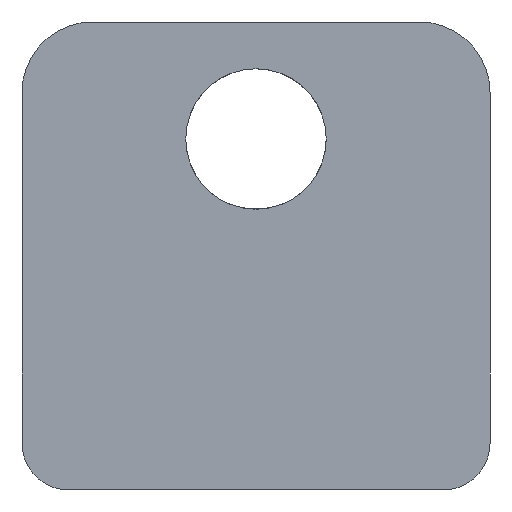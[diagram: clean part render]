
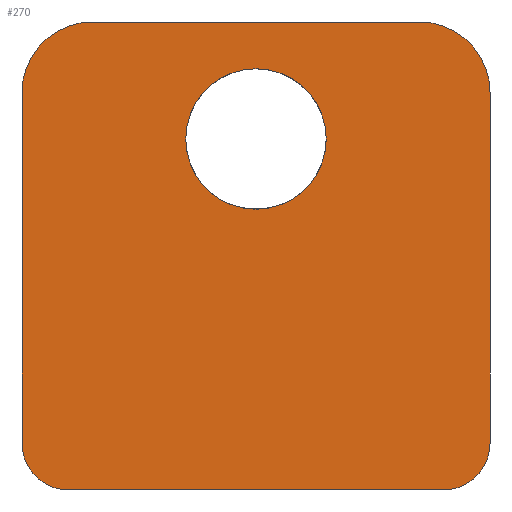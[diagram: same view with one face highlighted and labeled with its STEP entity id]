
A CAD part, front view. The second image highlights one B-rep face of the part: STEP entity #270.
In plain terms, the highlighted planar face has unit normal (0, -1, 0).
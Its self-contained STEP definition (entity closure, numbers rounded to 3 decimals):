
#15=FACE_BOUND('',#42,.T.);
#17=PLANE('',#300);
#27=FACE_OUTER_BOUND('',#41,.T.);
#41=EDGE_LOOP('',(#195,#196,#197,#198,#199,#200,#201,#202));
#42=EDGE_LOOP('',(#203));
#56=LINE('',#415,#83);
#61=LINE('',#425,#88);
#62=LINE('',#429,#89);
#63=LINE('',#433,#90);
#83=VECTOR('',#334,10.);
#88=VECTOR('',#341,10.);
#89=VECTOR('',#344,10.);
#90=VECTOR('',#347,10.);
#109=CIRCLE('',#298,1.5);
#110=CIRCLE('',#301,1.5);
#111=CIRCLE('',#302,1.);
#112=CIRCLE('',#303,1.);
#113=CIRCLE('',#304,1.5);
#122=VERTEX_POINT('',#408);
#123=VERTEX_POINT('',#410);
#124=VERTEX_POINT('',#414);
#128=VERTEX_POINT('',#424);
#129=VERTEX_POINT('',#426);
#130=VERTEX_POINT('',#428);
#131=VERTEX_POINT('',#430);
#132=VERTEX_POINT('',#432);
#133=VERTEX_POINT('',#435);
#148=EDGE_CURVE('',#122,#123,#109,.T.);
#150=EDGE_CURVE('',#124,#123,#56,.T.);
#155=EDGE_CURVE('',#128,#122,#61,.T.);
#156=EDGE_CURVE('',#129,#128,#110,.T.);
#157=EDGE_CURVE('',#130,#129,#62,.T.);
#158=EDGE_CURVE('',#131,#130,#111,.T.);
#159=EDGE_CURVE('',#132,#131,#63,.T.);
#160=EDGE_CURVE('',#124,#132,#112,.T.);
#161=EDGE_CURVE('',#133,#133,#113,.T.);
#195=ORIENTED_EDGE('',*,*,#148,.F.);
#196=ORIENTED_EDGE('',*,*,#155,.F.);
#197=ORIENTED_EDGE('',*,*,#156,.F.);
#198=ORIENTED_EDGE('',*,*,#157,.F.);
#199=ORIENTED_EDGE('',*,*,#158,.F.);
#200=ORIENTED_EDGE('',*,*,#159,.F.);
#201=ORIENTED_EDGE('',*,*,#160,.F.);
#202=ORIENTED_EDGE('',*,*,#150,.T.);
#203=ORIENTED_EDGE('',*,*,#161,.T.);
#270=ADVANCED_FACE('',(#27,#15),#17,.T.);
#298=AXIS2_PLACEMENT_3D('',#411,#329,#330);
#300=AXIS2_PLACEMENT_3D('',#423,#339,#340);
#301=AXIS2_PLACEMENT_3D('',#427,#342,#343);
#302=AXIS2_PLACEMENT_3D('',#431,#345,#346);
#303=AXIS2_PLACEMENT_3D('',#434,#348,#349);
#304=AXIS2_PLACEMENT_3D('',#436,#350,#351);
#329=DIRECTION('center_axis',(0.,1.,0.));
#330=DIRECTION('ref_axis',(0.707,0.,0.707));
#334=DIRECTION('',(0.,0.,1.));
#339=DIRECTION('center_axis',(0.,-1.,0.));
#340=DIRECTION('ref_axis',(1.,0.,0.));
#341=DIRECTION('',(1.,0.,0.));
#342=DIRECTION('center_axis',(0.,1.,0.));
#343=DIRECTION('ref_axis',(-0.707,0.,0.707));
#344=DIRECTION('',(0.,0.,1.));
#345=DIRECTION('center_axis',(0.,1.,0.));
#346=DIRECTION('ref_axis',(-0.707,0.,-0.707));
#347=DIRECTION('',(-1.,0.,0.));
#348=DIRECTION('center_axis',(0.,1.,0.));
#349=DIRECTION('ref_axis',(0.707,0.,-0.707));
#350=DIRECTION('center_axis',(0.,1.,0.));
#351=DIRECTION('ref_axis',(1.,0.,0.));
#408=CARTESIAN_POINT('',(-106.654,4.592,52.347));
#410=CARTESIAN_POINT('',(-105.154,4.592,50.847));
#411=CARTESIAN_POINT('Origin',(-106.654,4.592,50.847));
#414=CARTESIAN_POINT('',(-105.154,4.592,43.347));
#415=CARTESIAN_POINT('',(-105.154,4.592,47.347));
#423=CARTESIAN_POINT('Origin',(-115.154,4.592,47.347));
#424=CARTESIAN_POINT('',(-113.654,4.592,52.347));
#425=CARTESIAN_POINT('',(-115.154,4.592,52.347));
#426=CARTESIAN_POINT('',(-115.154,4.592,50.847));
#427=CARTESIAN_POINT('Origin',(-113.654,4.592,50.847));
#428=CARTESIAN_POINT('',(-115.154,4.592,43.347));
#429=CARTESIAN_POINT('',(-115.154,4.592,47.347));
#430=CARTESIAN_POINT('',(-114.154,4.592,42.347));
#431=CARTESIAN_POINT('Origin',(-114.154,4.592,43.347));
#432=CARTESIAN_POINT('',(-106.154,4.592,42.347));
#433=CARTESIAN_POINT('',(-115.154,4.592,42.347));
#434=CARTESIAN_POINT('Origin',(-106.154,4.592,43.347));
#435=CARTESIAN_POINT('',(-111.654,4.592,49.847));
#436=CARTESIAN_POINT('Origin',(-110.154,4.592,49.847));
